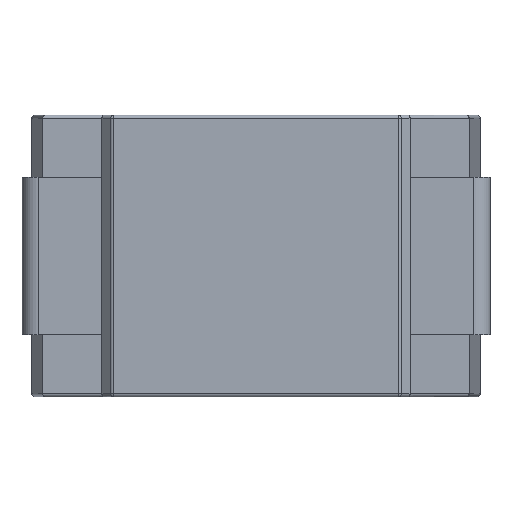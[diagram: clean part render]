
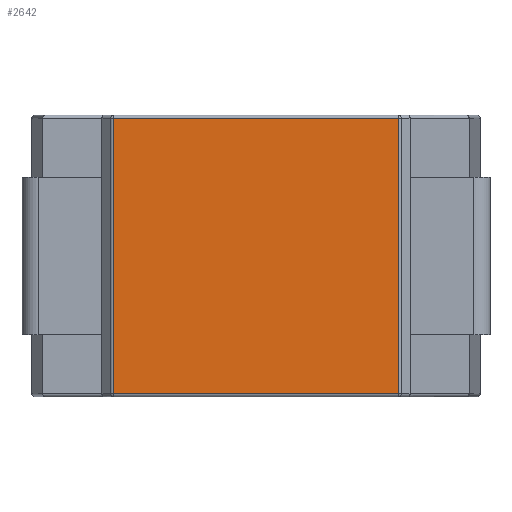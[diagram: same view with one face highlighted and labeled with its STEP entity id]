
A CAD part, front view. The second image highlights one B-rep face of the part: STEP entity #2642.
In plain terms, the highlighted planar face has unit normal (0, -1, 0).
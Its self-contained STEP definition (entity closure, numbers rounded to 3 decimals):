
#26 = CARTESIAN_POINT ( 'NONE',  ( 3.65, 0., -2.1 ) ) ;
#29 = EDGE_CURVE ( 'NONE', #1249, #460, #2974, .T. ) ;
#100 = CARTESIAN_POINT ( 'NONE',  ( 3.65, 0., 2.15 ) ) ;
#179 = VERTEX_POINT ( 'NONE', #3022 ) ;
#393 = VECTOR ( 'NONE', #1163, 1000. ) ;
#460 = VERTEX_POINT ( 'NONE', #2263 ) ;
#481 = EDGE_CURVE ( 'NONE', #1689, #1249, #3239, .T. ) ;
#487 = DIRECTION ( 'NONE',  ( 0., 0., 1. ) ) ;
#524 = FACE_OUTER_BOUND ( 'NONE', #738, .T. ) ;
#606 = LINE ( 'NONE', #3463, #4464 ) ;
#738 = EDGE_LOOP ( 'NONE', ( #4386, #799, #4810, #2212 ) ) ;
#770 = CARTESIAN_POINT ( 'NONE',  ( 2.179, 0., -2.1 ) ) ;
#799 = ORIENTED_EDGE ( 'NONE', *, *, #1713, .T. ) ;
#979 = AXIS2_PLACEMENT_3D ( 'NONE', #100, #2698, #487 ) ;
#1163 = DIRECTION ( 'NONE',  ( 0., 0., 1. ) ) ;
#1187 = DIRECTION ( 'NONE',  ( -1., 0., 0. ) ) ;
#1249 = VERTEX_POINT ( 'NONE', #2915 ) ;
#1577 = PLANE ( 'NONE',  #979 ) ;
#1689 = VERTEX_POINT ( 'NONE', #770 ) ;
#1713 = EDGE_CURVE ( 'NONE', #179, #1689, #3305, .T. ) ;
#2212 = ORIENTED_EDGE ( 'NONE', *, *, #29, .T. ) ;
#2263 = CARTESIAN_POINT ( 'NONE',  ( -2.179, 0., 2.1 ) ) ;
#2336 = VECTOR ( 'NONE', #4495, 1000. ) ;
#2355 = DIRECTION ( 'NONE',  ( 0., 0., -1. ) ) ;
#2642 = ADVANCED_FACE ( 'NONE', ( #524 ), #1577, .F. ) ;
#2655 = EDGE_CURVE ( 'NONE', #460, #179, #606, .T. ) ;
#2698 = DIRECTION ( 'NONE',  ( 0., 1., 0. ) ) ;
#2915 = CARTESIAN_POINT ( 'NONE',  ( 2.179, 0., 2.1 ) ) ;
#2974 = LINE ( 'NONE', #4513, #3969 ) ;
#3022 = CARTESIAN_POINT ( 'NONE',  ( -2.179, 0., -2.1 ) ) ;
#3239 = LINE ( 'NONE', #3406, #393 ) ;
#3305 = LINE ( 'NONE', #26, #2336 ) ;
#3406 = CARTESIAN_POINT ( 'NONE',  ( 2.179, 0., 2.15 ) ) ;
#3463 = CARTESIAN_POINT ( 'NONE',  ( -2.179, 0., -2.15 ) ) ;
#3969 = VECTOR ( 'NONE', #1187, 1000. ) ;
#4386 = ORIENTED_EDGE ( 'NONE', *, *, #2655, .T. ) ;
#4464 = VECTOR ( 'NONE', #2355, 1000. ) ;
#4495 = DIRECTION ( 'NONE',  ( 1., 0., 0. ) ) ;
#4513 = CARTESIAN_POINT ( 'NONE',  ( 3.65, 0., 2.1 ) ) ;
#4810 = ORIENTED_EDGE ( 'NONE', *, *, #481, .T. ) ;
